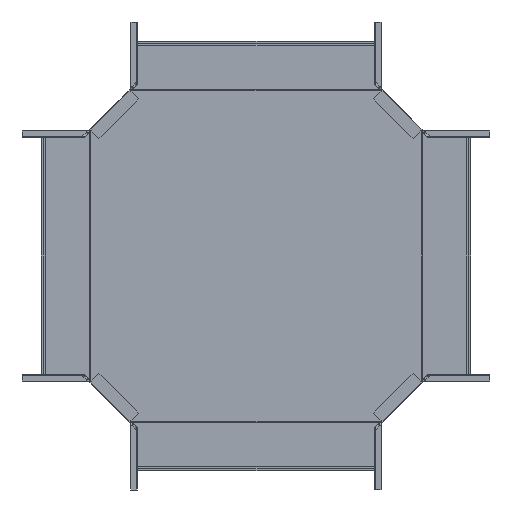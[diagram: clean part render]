
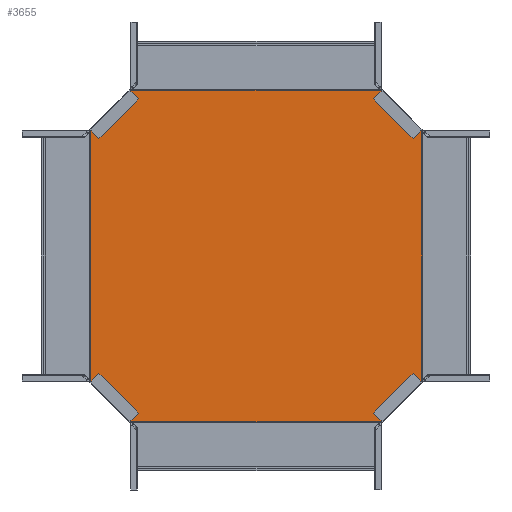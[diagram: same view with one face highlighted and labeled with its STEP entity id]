
A CAD part, front view. The second image highlights one B-rep face of the part: STEP entity #3655.
In plain terms, the highlighted planar face has unit normal (0, -1, 0).
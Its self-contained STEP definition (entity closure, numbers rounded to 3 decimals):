
#21 = EDGE_CURVE ( 'NONE', #228, #4583, #5064, .T. ) ;
#59 = LINE ( 'NONE', #4493, #5387 ) ;
#66 = CARTESIAN_POINT ( 'NONE',  ( 0., -1., 0. ) ) ;
#98 = DIRECTION ( 'NONE',  ( -1., 0., 0. ) ) ;
#109 = CARTESIAN_POINT ( 'NONE',  ( -147.093, -1., -196.134 ) ) ;
#146 = EDGE_CURVE ( 'NONE', #1845, #1403, #5094, .T. ) ;
#157 = VECTOR ( 'NONE', #2706, 1000. ) ;
#160 = CARTESIAN_POINT ( 'NONE',  ( 147.256, -1., 195.987 ) ) ;
#217 = CARTESIAN_POINT ( 'NONE',  ( 147.256, -1., -195.987 ) ) ;
#228 = VERTEX_POINT ( 'NONE', #1642 ) ;
#284 = B_SPLINE_CURVE_WITH_KNOTS ( 'NONE', 3,
 ( #5413, #480, #3633, #4867 ),
 .UNSPECIFIED., .F., .F.,
 ( 4, 4 ),
 ( 0.005, 0.006 ),
 .UNSPECIFIED. ) ;
#348 = CARTESIAN_POINT ( 'NONE',  ( -147.43, -1., 195.853 ) ) ;
#376 = VERTEX_POINT ( 'NONE', #4856 ) ;
#458 = CARTESIAN_POINT ( 'NONE',  ( -195.719, -1., 147.604 ) ) ;
#480 = CARTESIAN_POINT ( 'NONE',  ( 195.853, -1., -147.43 ) ) ;
#555 = ORIENTED_EDGE ( 'NONE', *, *, #4199, .F. ) ;
#561 = ORIENTED_EDGE ( 'NONE', *, *, #21, .F. ) ;
#721 = VECTOR ( 'NONE', #5392, 1000. ) ;
#787 = DIRECTION ( 'NONE',  ( 0.707, 0., 0.707 ) ) ;
#789 = EDGE_CURVE ( 'NONE', #2754, #1845, #3748, .T. ) ;
#844 = ORIENTED_EDGE ( 'NONE', *, *, #3226, .F. ) ;
#893 = VERTEX_POINT ( 'NONE', #3615 ) ;
#985 = ORIENTED_EDGE ( 'NONE', *, *, #5706, .F. ) ;
#986 = DIRECTION ( 'NONE',  ( 0., 0., -1. ) ) ;
#995 = CARTESIAN_POINT ( 'NONE',  ( 147.43, -1., 195.853 ) ) ;
#1025 = ORIENTED_EDGE ( 'NONE', *, *, #1368, .F. ) ;
#1137 = LINE ( 'NONE', #3388, #2132 ) ;
#1163 = CARTESIAN_POINT ( 'NONE',  ( -147.604, -1., 195.719 ) ) ;
#1169 = VECTOR ( 'NONE', #98, 1000. ) ;
#1185 = VECTOR ( 'NONE', #787, 1000. ) ;
#1192 = ORIENTED_EDGE ( 'NONE', *, *, #3293, .T. ) ;
#1220 = EDGE_LOOP ( 'NONE', ( #1025, #5533, #555, #844, #1192, #2591, #4523, #2574, #561, #985, #4190, #2127, #2661, #2520 ) ) ;
#1368 = EDGE_CURVE ( 'NONE', #3532, #2754, #4250, .T. ) ;
#1403 = VERTEX_POINT ( 'NONE', #4631 ) ;
#1419 = CARTESIAN_POINT ( 'NONE',  ( -147.256, -1., -195.987 ) ) ;
#1611 = VERTEX_POINT ( 'NONE', #3199 ) ;
#1642 = CARTESIAN_POINT ( 'NONE',  ( 147.093, -1., -196.134 ) ) ;
#1706 = CARTESIAN_POINT ( 'NONE',  ( 195.719, -1., -147.604 ) ) ;
#1814 = DIRECTION ( 'NONE',  ( -0.707, 0., 0.707 ) ) ;
#1843 = AXIS2_PLACEMENT_3D ( 'NONE', #66, #1935, #986 ) ;
#1845 = VERTEX_POINT ( 'NONE', #5336 ) ;
#1935 = DIRECTION ( 'NONE',  ( 0., -1., 0. ) ) ;
#1974 = VERTEX_POINT ( 'NONE', #3863 ) ;
#1998 = CARTESIAN_POINT ( 'NONE',  ( 147.093, -1., -196.134 ) ) ;
#2127 = ORIENTED_EDGE ( 'NONE', *, *, #4723, .T. ) ;
#2132 = VECTOR ( 'NONE', #4264, 1000. ) ;
#2148 = DIRECTION ( 'NONE',  ( 0.707, 0., -0.707 ) ) ;
#2241 = LINE ( 'NONE', #2296, #157 ) ;
#2287 = B_SPLINE_CURVE_WITH_KNOTS ( 'NONE', 3,
 ( #4654, #2438, #217, #1998 ),
 .UNSPECIFIED., .F., .F.,
 ( 4, 4 ),
 ( 0.005, 0.006 ),
 .UNSPECIFIED. ) ;
#2296 = CARTESIAN_POINT ( 'NONE',  ( -139.75, -1., 203.573 ) ) ;
#2297 = CARTESIAN_POINT ( 'NONE',  ( 147.093, -1., 196.134 ) ) ;
#2362 = CARTESIAN_POINT ( 'NONE',  ( -147.093, -1., 196.134 ) ) ;
#2379 = CARTESIAN_POINT ( 'NONE',  ( 139.75, -1., 203.573 ) ) ;
#2415 = CARTESIAN_POINT ( 'NONE',  ( 147.604, -1., 195.719 ) ) ;
#2438 = CARTESIAN_POINT ( 'NONE',  ( 147.43, -1., -195.853 ) ) ;
#2519 = EDGE_CURVE ( 'NONE', #1611, #4969, #3091, .T. ) ;
#2520 = ORIENTED_EDGE ( 'NONE', *, *, #789, .F. ) ;
#2574 = ORIENTED_EDGE ( 'NONE', *, *, #4453, .T. ) ;
#2589 = CARTESIAN_POINT ( 'NONE',  ( -147.256, -1., 195.987 ) ) ;
#2591 = ORIENTED_EDGE ( 'NONE', *, *, #4476, .T. ) ;
#2661 = ORIENTED_EDGE ( 'NONE', *, *, #146, .F. ) ;
#2706 = DIRECTION ( 'NONE',  ( -0.707, 0., -0.707 ) ) ;
#2754 = VERTEX_POINT ( 'NONE', #3238 ) ;
#3091 = LINE ( 'NONE', #4828, #1185 ) ;
#3103 = CARTESIAN_POINT ( 'NONE',  ( -195.719, -1., 0. ) ) ;
#3157 = VERTEX_POINT ( 'NONE', #2362 ) ;
#3199 = CARTESIAN_POINT ( 'NONE',  ( 147.604, -1., -195.719 ) ) ;
#3226 = EDGE_CURVE ( 'NONE', #376, #3157, #4139, .T. ) ;
#3238 = CARTESIAN_POINT ( 'NONE',  ( 195.719, -1., 147.604 ) ) ;
#3251 = CARTESIAN_POINT ( 'NONE',  ( 147.093, -1., 196.134 ) ) ;
#3286 = CARTESIAN_POINT ( 'NONE',  ( -147.093, -1., -196.134 ) ) ;
#3293 = EDGE_CURVE ( 'NONE', #376, #5095, #2241, .T. ) ;
#3336 = DIRECTION ( 'NONE',  ( 0., 0., -1. ) ) ;
#3388 = CARTESIAN_POINT ( 'NONE',  ( 0., -1., 196.134 ) ) ;
#3499 = CARTESIAN_POINT ( 'NONE',  ( 195.987, -1., 147.256 ) ) ;
#3532 = VERTEX_POINT ( 'NONE', #4861 ) ;
#3559 = LINE ( 'NONE', #3103, #721 ) ;
#3615 = CARTESIAN_POINT ( 'NONE',  ( -195.719, -1., -147.604 ) ) ;
#3633 = CARTESIAN_POINT ( 'NONE',  ( 195.987, -1., -147.256 ) ) ;
#3653 = CARTESIAN_POINT ( 'NONE',  ( 0., -1., -196.134 ) ) ;
#3655 = ADVANCED_FACE ( 'NONE', ( #5003 ), #4064, .T. ) ;
#3748 = B_SPLINE_CURVE_WITH_KNOTS ( 'NONE', 3,
 ( #3931, #5711, #3499, #5279 ),
 .UNSPECIFIED., .F., .F.,
 ( 4, 4 ),
 ( 0.005, 0.006 ),
 .UNSPECIFIED. ) ;
#3856 = CARTESIAN_POINT ( 'NONE',  ( 196.134, -1., 0. ) ) ;
#3863 = CARTESIAN_POINT ( 'NONE',  ( -147.604, -1., -195.719 ) ) ;
#3931 = CARTESIAN_POINT ( 'NONE',  ( 195.719, -1., 147.604 ) ) ;
#4064 = PLANE ( 'NONE',  #1843 ) ;
#4072 = EDGE_CURVE ( 'NONE', #1974, #893, #59, .T. ) ;
#4089 = B_SPLINE_CURVE_WITH_KNOTS ( 'NONE', 3,
 ( #2415, #995, #160, #3251 ),
 .UNSPECIFIED., .F., .F.,
 ( 4, 4 ),
 ( 0.005, 0.006 ),
 .UNSPECIFIED. ) ;
#4139 = B_SPLINE_CURVE_WITH_KNOTS ( 'NONE', 3,
 ( #1163, #348, #2589, #5245 ),
 .UNSPECIFIED., .F., .F.,
 ( 4, 4 ),
 ( 0.005, 0.006 ),
 .UNSPECIFIED. ) ;
#4190 = ORIENTED_EDGE ( 'NONE', *, *, #2519, .T. ) ;
#4199 = EDGE_CURVE ( 'NONE', #3157, #5306, #1137, .T. ) ;
#4250 = LINE ( 'NONE', #2379, #5730 ) ;
#4264 = DIRECTION ( 'NONE',  ( 1., 0., 0. ) ) ;
#4423 = VECTOR ( 'NONE', #3336, 1000. ) ;
#4453 = EDGE_CURVE ( 'NONE', #1974, #4583, #4817, .T. ) ;
#4476 = EDGE_CURVE ( 'NONE', #5095, #893, #3559, .T. ) ;
#4493 = CARTESIAN_POINT ( 'NONE',  ( -139.75, -1., -203.573 ) ) ;
#4523 = ORIENTED_EDGE ( 'NONE', *, *, #4072, .F. ) ;
#4550 = CARTESIAN_POINT ( 'NONE',  ( -147.604, -1., -195.719 ) ) ;
#4583 = VERTEX_POINT ( 'NONE', #3286 ) ;
#4631 = CARTESIAN_POINT ( 'NONE',  ( 196.134, -1., -147.093 ) ) ;
#4654 = CARTESIAN_POINT ( 'NONE',  ( 147.604, -1., -195.719 ) ) ;
#4723 = EDGE_CURVE ( 'NONE', #4969, #1403, #284, .T. ) ;
#4817 = B_SPLINE_CURVE_WITH_KNOTS ( 'NONE', 3,
 ( #4550, #5420, #1419, #109 ),
 .UNSPECIFIED., .F., .F.,
 ( 4, 4 ),
 ( 0.005, 0.006 ),
 .UNSPECIFIED. ) ;
#4828 = CARTESIAN_POINT ( 'NONE',  ( 139.75, -1., -203.573 ) ) ;
#4839 = EDGE_CURVE ( 'NONE', #3532, #5306, #4089, .T. ) ;
#4856 = CARTESIAN_POINT ( 'NONE',  ( -147.604, -1., 195.719 ) ) ;
#4861 = CARTESIAN_POINT ( 'NONE',  ( 147.604, -1., 195.719 ) ) ;
#4867 = CARTESIAN_POINT ( 'NONE',  ( 196.134, -1., -147.093 ) ) ;
#4969 = VERTEX_POINT ( 'NONE', #1706 ) ;
#5003 = FACE_OUTER_BOUND ( 'NONE', #1220, .T. ) ;
#5064 = LINE ( 'NONE', #3653, #1169 ) ;
#5094 = LINE ( 'NONE', #3856, #4423 ) ;
#5095 = VERTEX_POINT ( 'NONE', #458 ) ;
#5245 = CARTESIAN_POINT ( 'NONE',  ( -147.093, -1., 196.134 ) ) ;
#5279 = CARTESIAN_POINT ( 'NONE',  ( 196.134, -1., 147.093 ) ) ;
#5306 = VERTEX_POINT ( 'NONE', #2297 ) ;
#5336 = CARTESIAN_POINT ( 'NONE',  ( 196.134, -1., 147.093 ) ) ;
#5387 = VECTOR ( 'NONE', #1814, 1000. ) ;
#5392 = DIRECTION ( 'NONE',  ( 0., 0., -1. ) ) ;
#5413 = CARTESIAN_POINT ( 'NONE',  ( 195.719, -1., -147.604 ) ) ;
#5420 = CARTESIAN_POINT ( 'NONE',  ( -147.43, -1., -195.853 ) ) ;
#5533 = ORIENTED_EDGE ( 'NONE', *, *, #4839, .T. ) ;
#5706 = EDGE_CURVE ( 'NONE', #1611, #228, #2287, .T. ) ;
#5711 = CARTESIAN_POINT ( 'NONE',  ( 195.853, -1., 147.43 ) ) ;
#5730 = VECTOR ( 'NONE', #2148, 1000. ) ;
